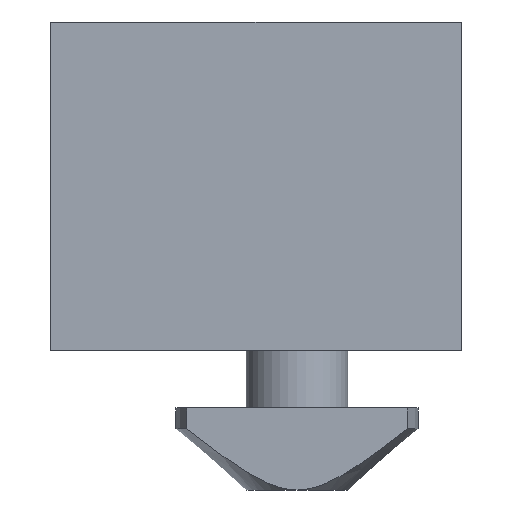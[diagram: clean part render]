
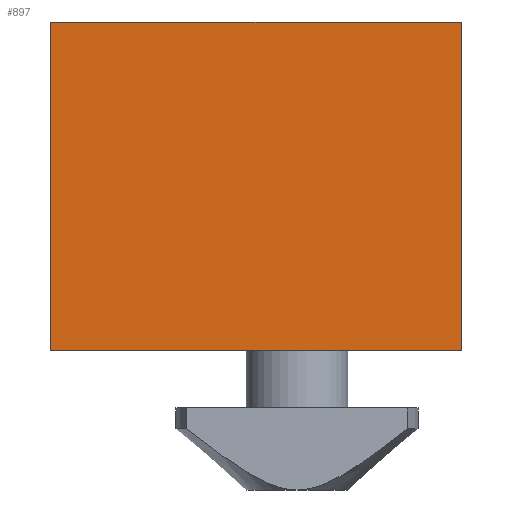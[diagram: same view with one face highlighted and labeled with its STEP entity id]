
A CAD part, left-side view. The second image highlights one B-rep face of the part: STEP entity #897.
In plain terms, the highlighted planar face has unit normal (-1, 0, 0).
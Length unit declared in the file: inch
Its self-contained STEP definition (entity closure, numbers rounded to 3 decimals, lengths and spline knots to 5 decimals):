
#127=CARTESIAN_POINT('',(-0.375,1.25,0.0));
#128=VERTEX_POINT('',#127);
#145=CARTESIAN_POINT('',(-0.375,0.0,0.0));
#146=VERTEX_POINT('',#145);
#153=CARTESIAN_POINT('',(-0.375,0.0,0.0));
#154=DIRECTION('',(0.0,1.0,0.0));
#155=VECTOR('',#154,1.25);
#156=LINE('',#153,#155);
#157=EDGE_CURVE('',#146,#128,#156,.T.);
#791=CARTESIAN_POINT('',(-0.375,1.25,1.0));
#792=VERTEX_POINT('',#791);
#799=CARTESIAN_POINT('',(-0.375,0.0,1.0));
#800=VERTEX_POINT('',#799);
#801=CARTESIAN_POINT('',(-0.375,1.25,1.0));
#802=DIRECTION('',(0.0,-1.0,0.0));
#803=VECTOR('',#802,1.25);
#804=LINE('',#801,#803);
#805=EDGE_CURVE('',#792,#800,#804,.T.);
#863=CARTESIAN_POINT('',(-0.375,0.0,1.0));
#864=DIRECTION('',(0.0,0.0,-1.0));
#865=VECTOR('',#864,1.0);
#866=LINE('',#863,#865);
#867=EDGE_CURVE('',#800,#146,#866,.T.);
#881=CARTESIAN_POINT('',(-0.375,0.625,0.5));
#882=DIRECTION('',(1.0,0.0,0.0));
#883=DIRECTION('',(0.0,0.0,-1.0));
#884=AXIS2_PLACEMENT_3D('',#881,#882,#883);
#885=PLANE('',#884);
#886=CARTESIAN_POINT('',(-0.375,1.25,1.0));
#887=DIRECTION('',(0.0,0.0,-1.0));
#888=VECTOR('',#887,1.0);
#889=LINE('',#886,#888);
#890=EDGE_CURVE('',#792,#128,#889,.T.);
#891=ORIENTED_EDGE('',*,*,#890,.T.);
#892=ORIENTED_EDGE('',*,*,#157,.F.);
#893=ORIENTED_EDGE('',*,*,#867,.F.);
#894=ORIENTED_EDGE('',*,*,#805,.F.);
#895=EDGE_LOOP('',(#891,#892,#893,#894));
#896=FACE_OUTER_BOUND('',#895,.T.);
#897=ADVANCED_FACE('',(#896),#885,.F.);
